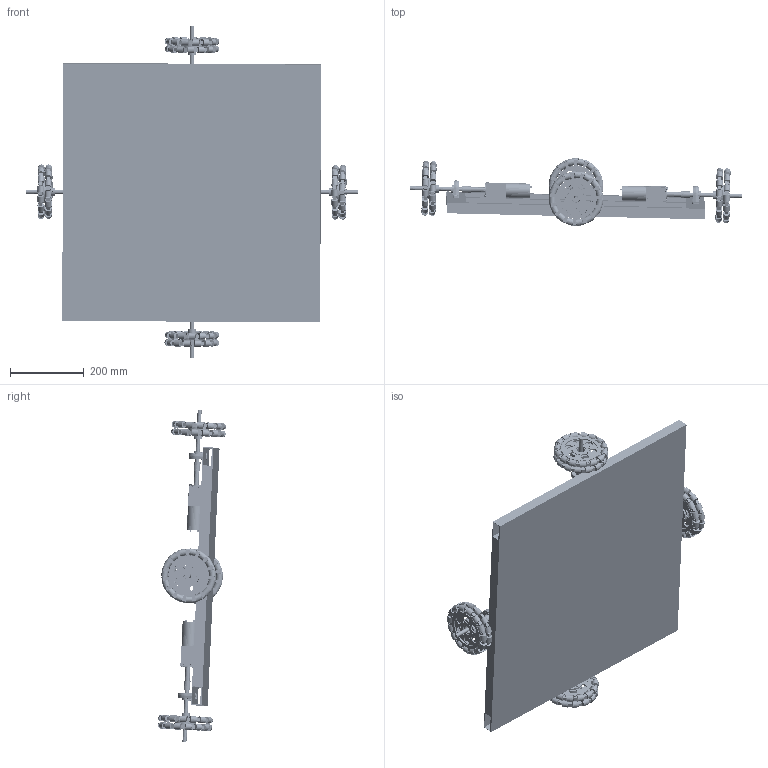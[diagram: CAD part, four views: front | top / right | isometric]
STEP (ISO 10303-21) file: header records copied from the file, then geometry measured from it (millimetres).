
FILE_DESCRIPTION (( 'STEP AP214' ), '1' );
FILE_NAME ('drive_MR1_final.STEP', '2019-02-19T19:53:54', ( '' ), ( '' ), 'SwSTEP 2.0', 'SolidWorks 2017', '' );
FILE_SCHEMA (( 'AUTOMOTIVE_DESIGN' ));
Length unit declared in the file: millimetre
Products named in the file (16): drive MR1; drive_base; Omni Wheel; female flange new; shaft 8 mm; drive_base_channel_70; couplor; drive_base_channel+base; Drive Motor; motoechannel; omni_final; lchannel; drive_base_channel_67.46; drive_base_channel_273.80; drive_MR1_final; Bearing 2
Assembly tree (23 placements, depth 4):
  drive_MR1_final
    drive_base_channel+base
      drive_base
      drive_base_channel_67.46  x3
      drive_base_channel_70  x2
      drive_base_channel_273.80  x2
    drive MR1  x4
      Bearing 2
      couplor
      motoechannel
        Drive Motor
        lchannel  x2
      shaft 8 mm
      omni_final
        female flange new
        Omni Wheel
Bounding box: 901.48 x 185.63 x 901.03 mm (x, y, z)
Volume: 4418239.5 mm3; surface area: 2797426 mm2
Topology: 64 solids, 64 shells, 5064 faces, 13232 edges, 8560 vertices
Faces by surface type: plane 2640, cylinder 1976, cone 316, bspline 80, torus 52
Entity records: 44563 total; most frequent: CARTESIAN_POINT 8152, DIRECTION 6640, ORIENTED_EDGE 6574, EDGE_CURVE 3287, AXIS2_PLACEMENT_3D 2310, VERTEX_POINT 2130, VECTOR 2020, LINE 2020
